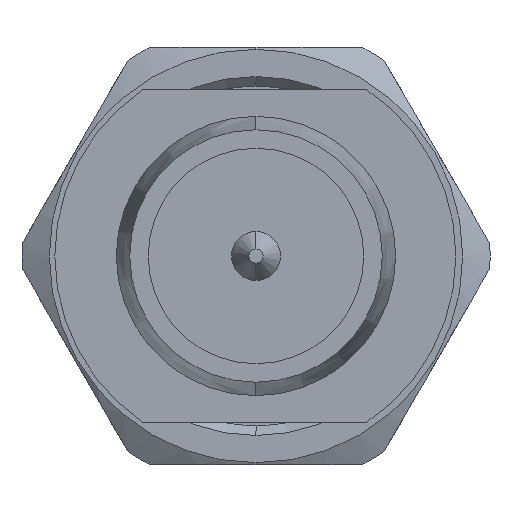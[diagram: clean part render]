
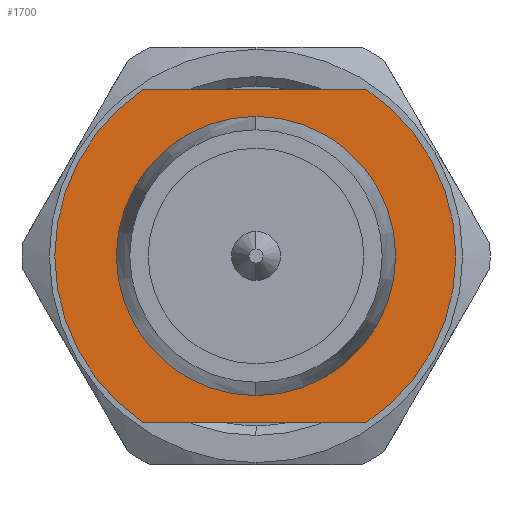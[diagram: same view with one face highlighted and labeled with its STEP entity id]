
A CAD part, left-side view. The second image highlights one B-rep face of the part: STEP entity #1700.
In plain terms, the highlighted planar face has unit normal (-1, 0, 0).
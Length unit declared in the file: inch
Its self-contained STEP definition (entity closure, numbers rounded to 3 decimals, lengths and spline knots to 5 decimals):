
#186 = VERTEX_POINT ( 'NONE', #704 ) ;
#190 = VECTOR ( 'NONE', #1989, 39.37008 ) ;
#216 = ORIENTED_EDGE ( 'NONE', *, *, #497, .F. ) ;
#253 = VERTEX_POINT ( 'NONE', #1416 ) ;
#256 = CARTESIAN_POINT ( 'NONE',  ( 0.20472, 0.08401, -0.125 ) ) ;
#257 = ORIENTED_EDGE ( 'NONE', *, *, #386, .F. ) ;
#386 = EDGE_CURVE ( 'NONE', #1764, #1718, #951, .T. ) ;
#421 = CIRCLE ( 'NONE', #1546, 0.10453 ) ;
#477 = AXIS2_PLACEMENT_3D ( 'NONE', #1282, #1239, #2001 ) ;
#497 = EDGE_CURVE ( 'NONE', #253, #186, #421, .T. ) ;
#559 = DIRECTION ( 'NONE',  ( 1., 0., 0. ) ) ;
#611 = DIRECTION ( 'NONE',  ( 0., 0., -1. ) ) ;
#704 = CARTESIAN_POINT ( 'NONE',  ( 0.20472, 0., -0.10453 ) ) ;
#716 = CARTESIAN_POINT ( 'NONE',  ( 0.20472, -0.0822, -0.125 ) ) ;
#721 = CARTESIAN_POINT ( 'NONE',  ( 0.20472, 0.08401, 0.125 ) ) ;
#725 = CARTESIAN_POINT ( 'NONE',  ( 0.20472, 0.0822, 0.125 ) ) ;
#750 = PLANE ( 'NONE',  #477 ) ;
#762 = EDGE_CURVE ( 'NONE', #1718, #2096, #2106, .T. ) ;
#775 = AXIS2_PLACEMENT_3D ( 'NONE', #1625, #559, #922 ) ;
#785 = DIRECTION ( 'NONE',  ( 0., 0., 1. ) ) ;
#801 = AXIS2_PLACEMENT_3D ( 'NONE', #1120, #1858, #611 ) ;
#896 = AXIS2_PLACEMENT_3D ( 'NONE', #1645, #1288, #1470 ) ;
#922 = DIRECTION ( 'NONE',  ( 0., 0., -1. ) ) ;
#951 = LINE ( 'NONE', #716, #1274 ) ;
#1033 = EDGE_CURVE ( 'NONE', #186, #253, #1926, .T. ) ;
#1120 = CARTESIAN_POINT ( 'NONE',  ( 0.20472, 0., 0. ) ) ;
#1141 = CARTESIAN_POINT ( 'NONE',  ( 0.20472, -0.0822, -0.125 ) ) ;
#1153 = CARTESIAN_POINT ( 'NONE',  ( 0.20472, 0., 0. ) ) ;
#1239 = DIRECTION ( 'NONE',  ( 1., 0., 0. ) ) ;
#1274 = VECTOR ( 'NONE', #1453, 39.37008 ) ;
#1282 = CARTESIAN_POINT ( 'NONE',  ( 0.20472, 0., 0. ) ) ;
#1288 = DIRECTION ( 'NONE',  ( -1., 0., 0. ) ) ;
#1416 = CARTESIAN_POINT ( 'NONE',  ( 0.20472, 0., 0.10453 ) ) ;
#1451 = FACE_BOUND ( 'NONE', #1604, .T. ) ;
#1453 = DIRECTION ( 'NONE',  ( 0., 1., 0. ) ) ;
#1470 = DIRECTION ( 'NONE',  ( 0., 0., 1. ) ) ;
#1546 = AXIS2_PLACEMENT_3D ( 'NONE', #1153, #2060, #785 ) ;
#1550 = ORIENTED_EDGE ( 'NONE', *, *, #1601, .F. ) ;
#1560 = ORIENTED_EDGE ( 'NONE', *, *, #1784, .F. ) ;
#1588 = CARTESIAN_POINT ( 'NONE',  ( 0.20472, -0.0822, 0.125 ) ) ;
#1601 = EDGE_CURVE ( 'NONE', #2096, #1937, #1809, .T. ) ;
#1604 = EDGE_LOOP ( 'NONE', ( #2321, #216 ) ) ;
#1625 = CARTESIAN_POINT ( 'NONE',  ( 0.20472, 0., 0. ) ) ;
#1645 = CARTESIAN_POINT ( 'NONE',  ( 0.20472, 0., 0. ) ) ;
#1700 = ADVANCED_FACE ( 'NONE', ( #1451, #2175 ), #750, .F. ) ;
#1707 = CIRCLE ( 'NONE', #801, 0.14961 ) ;
#1718 = VERTEX_POINT ( 'NONE', #256 ) ;
#1756 = ORIENTED_EDGE ( 'NONE', *, *, #762, .F. ) ;
#1764 = VERTEX_POINT ( 'NONE', #1141 ) ;
#1784 = EDGE_CURVE ( 'NONE', #1937, #1764, #1707, .T. ) ;
#1809 = LINE ( 'NONE', #725, #190 ) ;
#1858 = DIRECTION ( 'NONE',  ( 1., 0., 0. ) ) ;
#1926 = CIRCLE ( 'NONE', #896, 0.10453 ) ;
#1937 = VERTEX_POINT ( 'NONE', #1588 ) ;
#1989 = DIRECTION ( 'NONE',  ( 0., -1., 0. ) ) ;
#2001 = DIRECTION ( 'NONE',  ( 0., 0., -1. ) ) ;
#2060 = DIRECTION ( 'NONE',  ( -1., 0., 0. ) ) ;
#2096 = VERTEX_POINT ( 'NONE', #721 ) ;
#2106 = CIRCLE ( 'NONE', #775, 0.15061 ) ;
#2175 = FACE_OUTER_BOUND ( 'NONE', #2282, .T. ) ;
#2282 = EDGE_LOOP ( 'NONE', ( #1560, #1550, #1756, #257 ) ) ;
#2321 = ORIENTED_EDGE ( 'NONE', *, *, #1033, .F. ) ;
